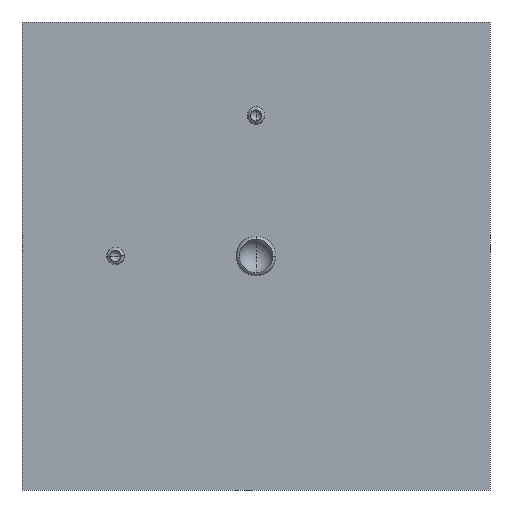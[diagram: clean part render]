
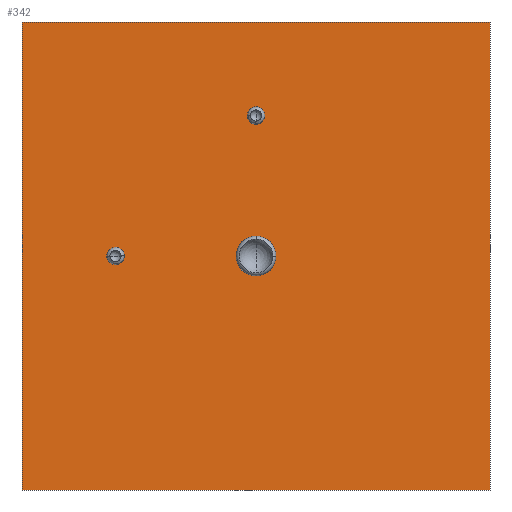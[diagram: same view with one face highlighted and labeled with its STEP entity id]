
A CAD part, front view. The second image highlights one B-rep face of the part: STEP entity #342.
In plain terms, the highlighted planar face has unit normal (0, -1, 0).
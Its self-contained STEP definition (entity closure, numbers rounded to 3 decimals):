
#1=DIRECTION('',(-1.,0.,0.));
#2=VECTOR('',#1,200.);
#3=CARTESIAN_POINT('',(100.,0.,-100.));
#4=LINE('',#3,#2);
#5=DIRECTION('',(0.,0.,1.));
#6=VECTOR('',#5,200.);
#7=CARTESIAN_POINT('',(-100.,0.,-100.));
#8=LINE('',#7,#6);
#9=DIRECTION('',(1.,0.,0.));
#10=VECTOR('',#9,200.);
#11=CARTESIAN_POINT('',(-100.,0.,100.));
#12=LINE('',#11,#10);
#13=DIRECTION('',(0.,0.,-1.));
#14=VECTOR('',#13,200.);
#15=CARTESIAN_POINT('',(100.,0.,100.));
#16=LINE('',#15,#14);
#17=CARTESIAN_POINT('',(-60.,0.,0.));
#18=DIRECTION('',(0.,-1.,0.));
#19=DIRECTION('',(1.,0.,0.));
#20=AXIS2_PLACEMENT_3D('',#17,#18,#19);
#22=CARTESIAN_POINT('',(-60.,0.,0.));
#23=DIRECTION('',(0.,-1.,0.));
#24=DIRECTION('',(-1.,0.,0.));
#25=AXIS2_PLACEMENT_3D('',#22,#23,#24);
#27=CARTESIAN_POINT('',(0.,0.,60.));
#28=DIRECTION('',(0.,-1.,0.));
#29=DIRECTION('',(1.,0.,0.));
#30=AXIS2_PLACEMENT_3D('',#27,#28,#29);
#32=CARTESIAN_POINT('',(0.,0.,60.));
#33=DIRECTION('',(0.,-1.,0.));
#34=DIRECTION('',(-1.,0.,0.));
#35=AXIS2_PLACEMENT_3D('',#32,#33,#34);
#37=CARTESIAN_POINT('',(0.,0.,0.));
#38=DIRECTION('',(0.,-1.,0.));
#39=DIRECTION('',(1.,0.,0.));
#40=AXIS2_PLACEMENT_3D('',#37,#38,#39);
#42=CARTESIAN_POINT('',(0.,0.,0.));
#43=DIRECTION('',(0.,-1.,0.));
#44=DIRECTION('',(-1.,0.,0.));
#45=AXIS2_PLACEMENT_3D('',#42,#43,#44);
#243=CARTESIAN_POINT('',(100.,0.,-100.));
#244=CARTESIAN_POINT('',(-100.,0.,-100.));
#245=VERTEX_POINT('',#243);
#246=VERTEX_POINT('',#244);
#247=CARTESIAN_POINT('',(-100.,0.,100.));
#248=VERTEX_POINT('',#247);
#249=CARTESIAN_POINT('',(100.,0.,100.));
#250=VERTEX_POINT('',#249);
#259=CARTESIAN_POINT('',(-56.25,0.,0.));
#260=CARTESIAN_POINT('',(-63.75,0.,0.));
#261=VERTEX_POINT('',#259);
#262=VERTEX_POINT('',#260);
#263=CARTESIAN_POINT('',(3.75,0.,60.));
#264=CARTESIAN_POINT('',(-3.75,0.,60.));
#265=VERTEX_POINT('',#263);
#266=VERTEX_POINT('',#264);
#291=CARTESIAN_POINT('',(8.5,0.,0.));
#292=CARTESIAN_POINT('',(-8.5,0.,0.));
#293=VERTEX_POINT('',#291);
#294=VERTEX_POINT('',#292);
#309=CARTESIAN_POINT('',(0.,0.,0.));
#310=DIRECTION('',(0.,1.,0.));
#311=DIRECTION('',(1.,0.,0.));
#312=AXIS2_PLACEMENT_3D('',#309,#310,#311);
#313=PLANE('',#312);
#315=ORIENTED_EDGE('',*,*,#314,.T.);
#317=ORIENTED_EDGE('',*,*,#316,.T.);
#319=ORIENTED_EDGE('',*,*,#318,.T.);
#321=ORIENTED_EDGE('',*,*,#320,.T.);
#322=EDGE_LOOP('',(#315,#317,#319,#321));
#323=FACE_OUTER_BOUND('',#322,.F.);
#325=ORIENTED_EDGE('',*,*,#324,.T.);
#327=ORIENTED_EDGE('',*,*,#326,.T.);
#328=EDGE_LOOP('',(#325,#327));
#329=FACE_BOUND('',#328,.F.);
#331=ORIENTED_EDGE('',*,*,#330,.T.);
#333=ORIENTED_EDGE('',*,*,#332,.T.);
#334=EDGE_LOOP('',(#331,#333));
#335=FACE_BOUND('',#334,.F.);
#337=ORIENTED_EDGE('',*,*,#336,.T.);
#339=ORIENTED_EDGE('',*,*,#338,.T.);
#340=EDGE_LOOP('',(#337,#339));
#341=FACE_BOUND('',#340,.F.);
#342=ADVANCED_FACE('',(#323,#329,#335,#341),#313,.F.);
#21=CIRCLE('',#20,3.75);
#26=CIRCLE('',#25,3.75);
#31=CIRCLE('',#30,3.75);
#36=CIRCLE('',#35,3.75);
#41=CIRCLE('',#40,8.5);
#46=CIRCLE('',#45,8.5);
#314=EDGE_CURVE('',#245,#246,#4,.T.);
#316=EDGE_CURVE('',#246,#248,#8,.T.);
#318=EDGE_CURVE('',#248,#250,#12,.T.);
#320=EDGE_CURVE('',#250,#245,#16,.T.);
#324=EDGE_CURVE('',#261,#262,#21,.T.);
#326=EDGE_CURVE('',#262,#261,#26,.T.);
#330=EDGE_CURVE('',#265,#266,#31,.T.);
#332=EDGE_CURVE('',#266,#265,#36,.T.);
#336=EDGE_CURVE('',#293,#294,#41,.T.);
#338=EDGE_CURVE('',#294,#293,#46,.T.);
